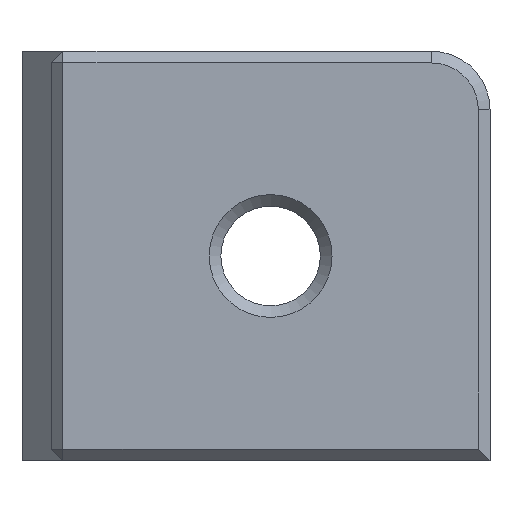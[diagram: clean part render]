
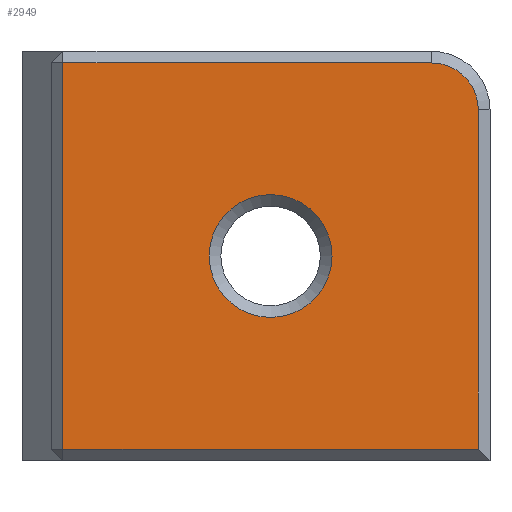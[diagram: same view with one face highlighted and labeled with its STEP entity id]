
A CAD part, front view. The second image highlights one B-rep face of the part: STEP entity #2949.
In plain terms, the highlighted planar face has unit normal (0, -1, 0).
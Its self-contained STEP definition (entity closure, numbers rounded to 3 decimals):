
#124=FACE_BOUND('',#522,.T.);
#151=CIRCLE('',#3147,2.1);
#152=CIRCLE('',#3149,1.6);
#346=FACE_OUTER_BOUND('',#521,.T.);
#521=EDGE_LOOP('',(#2168,#2169,#2170,#2171,#2172));
#522=EDGE_LOOP('',(#2173));
#744=LINE('',#4793,#1016);
#745=LINE('',#4795,#1017);
#746=LINE('',#4799,#1018);
#747=LINE('',#4800,#1019);
#1016=VECTOR('',#3629,10.);
#1017=VECTOR('',#3630,10.);
#1018=VECTOR('',#3633,10.);
#1019=VECTOR('',#3634,10.);
#1280=VERTEX_POINT('',#4787);
#1281=VERTEX_POINT('',#4791);
#1282=VERTEX_POINT('',#4792);
#1283=VERTEX_POINT('',#4794);
#1284=VERTEX_POINT('',#4796);
#1285=VERTEX_POINT('',#4798);
#1614=EDGE_CURVE('',#1280,#1280,#151,.T.);
#1616=EDGE_CURVE('',#1281,#1282,#744,.T.);
#1617=EDGE_CURVE('',#1283,#1281,#745,.T.);
#1618=EDGE_CURVE('',#1284,#1283,#152,.T.);
#1619=EDGE_CURVE('',#1285,#1284,#746,.T.);
#1620=EDGE_CURVE('',#1282,#1285,#747,.T.);
#2168=ORIENTED_EDGE('',*,*,#1616,.F.);
#2169=ORIENTED_EDGE('',*,*,#1617,.F.);
#2170=ORIENTED_EDGE('',*,*,#1618,.F.);
#2171=ORIENTED_EDGE('',*,*,#1619,.F.);
#2172=ORIENTED_EDGE('',*,*,#1620,.F.);
#2173=ORIENTED_EDGE('',*,*,#1614,.F.);
#2852=PLANE('',#3148);
#2949=ADVANCED_FACE('',(#346,#124),#2852,.T.);
#3147=AXIS2_PLACEMENT_3D('',#4788,#3624,#3625);
#3148=AXIS2_PLACEMENT_3D('',#4790,#3627,#3628);
#3149=AXIS2_PLACEMENT_3D('',#4797,#3631,#3632);
#3624=DIRECTION('center_axis',(0.,-1.,0.));
#3625=DIRECTION('ref_axis',(1.,0.,0.));
#3627=DIRECTION('center_axis',(0.,-1.,0.));
#3628=DIRECTION('ref_axis',(1.,0.,0.));
#3629=DIRECTION('',(-1.,0.,0.));
#3630=DIRECTION('',(0.,0.,-1.));
#3631=DIRECTION('center_axis',(0.,1.,0.));
#3632=DIRECTION('ref_axis',(0.707,0.,0.707));
#3633=DIRECTION('',(1.,0.,0.));
#3634=DIRECTION('',(0.,0.,1.));
#4787=CARTESIAN_POINT('',(5.4,0.,7.));
#4788=CARTESIAN_POINT('Origin',(7.5,0.,7.));
#4790=CARTESIAN_POINT('Origin',(0.,0.,0.));
#4791=CARTESIAN_POINT('',(14.6,0.,0.4));
#4792=CARTESIAN_POINT('',(0.4,0.,0.4));
#4793=CARTESIAN_POINT('',(3.5,0.,0.4));
#4794=CARTESIAN_POINT('',(14.6,0.,12.));
#4795=CARTESIAN_POINT('',(14.6,0.,0.));
#4796=CARTESIAN_POINT('',(13.,0.,13.6));
#4797=CARTESIAN_POINT('Origin',(13.,0.,12.));
#4798=CARTESIAN_POINT('',(0.4,0.,13.6));
#4799=CARTESIAN_POINT('',(3.5,0.,13.6));
#4800=CARTESIAN_POINT('',(0.4,0.,0.));
